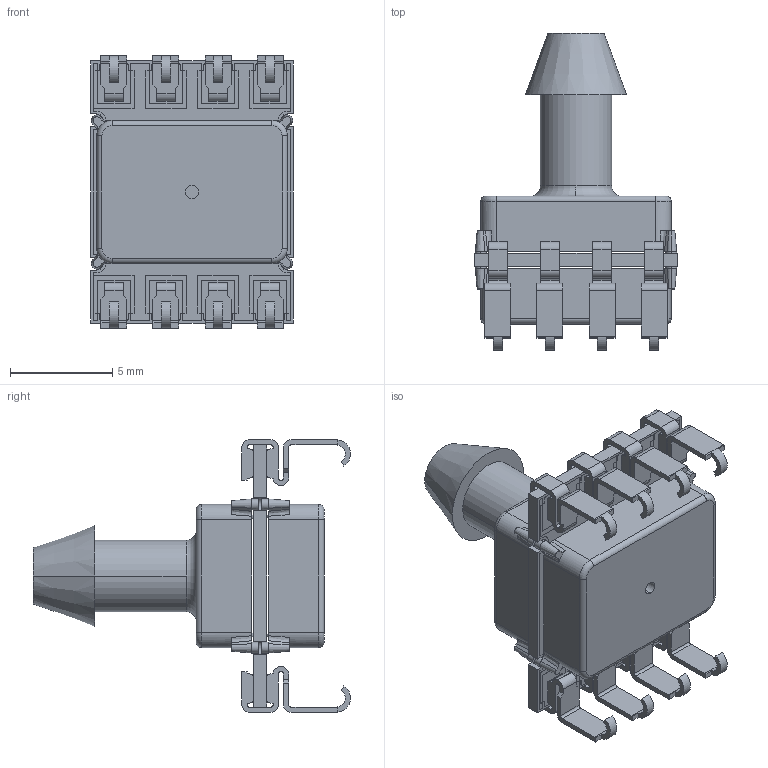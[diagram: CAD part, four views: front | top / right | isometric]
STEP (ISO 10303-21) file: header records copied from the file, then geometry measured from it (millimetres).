
FILE_DESCRIPTION (( 'STEP AP203' ), '1' );
FILE_NAME ('HANJ.STEP', '2020-01-31T18:20:34', ( '' ), ( '' ), 'SwSTEP 2.0', 'SolidWorks 2010', '' );
FILE_SCHEMA (( 'CONFIG_CONTROL_DESIGN' ));
Length unit declared in the file: inch
Products named in the file (5): HANJ; AS01-06-010 SMT-J for ELV; AS01-01-044 Rev A; ceramic-DIP; AS01-01-045 Rev A
Assembly tree (11 placements, depth 2):
  HANJ
    AS01-06-010 SMT-J for ELV  x8
    ceramic-DIP
    AS01-01-045 Rev A
    AS01-01-044 Rev A
Bounding box: 9.9 x 15.48 x 13.3 mm (x, y, z)
Volume: 387.3 mm3; surface area: 1564.2 mm2
Topology: 14 solids, 15 shells, 918 faces, 2506 edges, 1648 vertices
Faces by surface type: plane 596, cylinder 242, torus 34, cone 30, bspline 16
Entity records: 18896 total; most frequent: CARTESIAN_POINT 3722, ORIENTED_EDGE 3038, DIRECTION 2999, EDGE_CURVE 1519, LINE 1057, VECTOR 1057, VERTEX_POINT 990, AXIS2_PLACEMENT_3D 971
